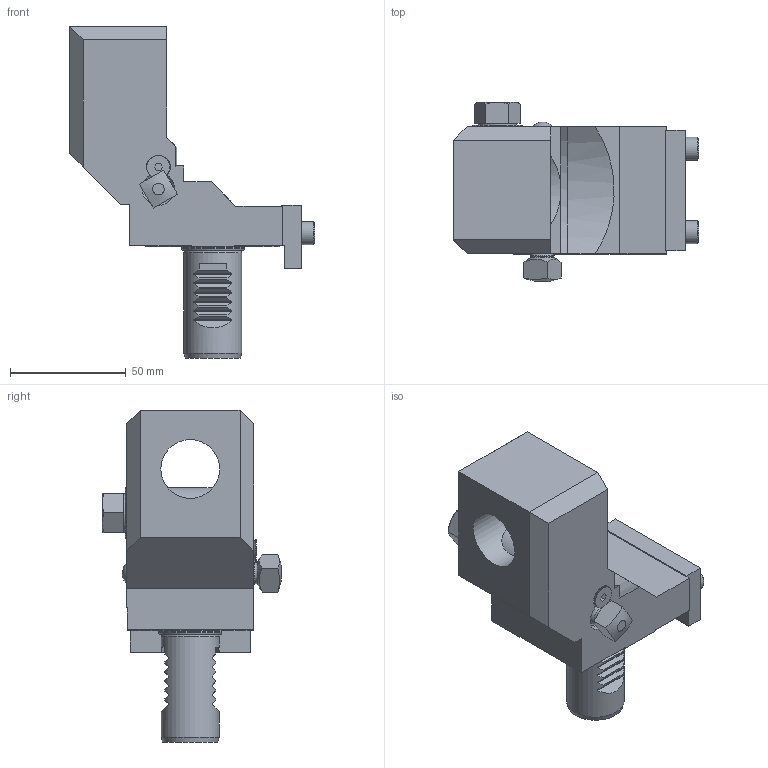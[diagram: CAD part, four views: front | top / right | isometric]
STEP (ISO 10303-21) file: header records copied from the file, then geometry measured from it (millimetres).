
FILE_DESCRIPTION(/* description */ (''),/* implementation_level */ '2;1');
FILE_NAME(/* name */ 'W1230034_B__specification_W1230034_.stp',/* time_stamp */ '2010-03-17T14:10:58+01:00',/* author */ (''),/* organization */ (''),/* preprocessor_version */ 'ST-DEVELOPER v11',/* originating_system */ 'UGS - NX 5.0',/* authorisation */ '');
FILE_SCHEMA (('AUTOMOTIVE_DESIGN { 1 0 10303 214 0 1 1 1 }'));
Length unit declared in the file: millimetre
Products named in the file (1): webeA194fec4
Bounding box: 106 x 77.5 x 143.5 mm (x, y, z)
Volume: 254732.8 mm3; surface area: 38967.3 mm2
Topology: 1 solids, 1 shells, 439 faces, 1173 edges, 776 vertices
Faces by surface type: plane 278, extrusion 84, cylinder 42, cone 24, torus 9, sphere 2
Full cylindrical faces by diameter (mm): 5 x1, 10 x3, 12.1 x2, 16.5 x1, 25 x1, 25.4 x1, 27.08 x1
Entity records: 14720 total; most frequent: CARTESIAN_POINT 4703, ORIENTED_EDGE 2232, DIRECTION 1618, EDGE_CURVE 1116, VERTEX_POINT 752, VECTOR 610, LINE 526, B_SPLINE_CURVE_WITH_KNOTS 526
